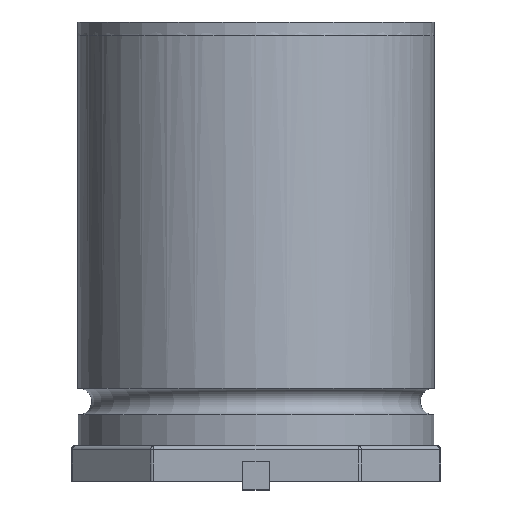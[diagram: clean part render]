
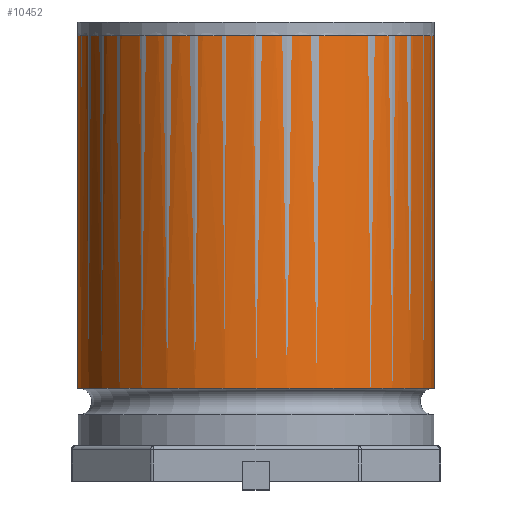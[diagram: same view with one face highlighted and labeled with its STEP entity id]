
A CAD part, front view. The second image highlights one B-rep face of the part: STEP entity #10452.
In plain terms, the highlighted cylindrical face has radius 4 mm (diameter 8 mm), a full revolution.
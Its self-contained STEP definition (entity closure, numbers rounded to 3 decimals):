
#10322 = ( BOUNDED_SURFACE() B_SPLINE_SURFACE(2,13,(
    (#10323,#10324,#10325,#10326,#10327,#10328,#10329,#10330,#10331
      ,#10332,#10333,#10334,#10335,#10336)
    ,(#10337,#10338,#10339,#10340,#10341,#10342,#10343,#10344,#10345
      ,#10346,#10347,#10348,#10349,#10350)
    ,(#10351,#10352,#10353,#10354,#10355,#10356,#10357,#10358,#10359
      ,#10360,#10361,#10362,#10363,#10364
)),.UNSPECIFIED.,.F.,.T.,.F.) B_SPLINE_SURFACE_WITH_KNOTS((3,3),(14,14),
  (0.,25.133),(0.,25.133),
.PIECEWISE_BEZIER_KNOTS.) GEOMETRIC_REPRESENTATION_ITEM() 
RATIONAL_B_SPLINE_SURFACE((
    (1.,1.,1.,1.,1.,1.
      ,1.,1.,1.,1.
      ,1.,1.,1.,1.)
    ,(0.707,0.707,0.707,0.707
      ,0.707,0.707,0.707,0.707
      ,0.707,0.707,0.707,0.707
      ,0.707,0.707)
    ,(1.,1.,1.,1.,1.,1.
      ,1.,1.,1.,1.
,1.,1.,1.,1.
  ))) REPRESENTATION_ITEM('') SURFACE() );
#10323 = CARTESIAN_POINT('',(3.7,0.,10.5));
#10324 = CARTESIAN_POINT('',(3.7,1.762,10.5));
#10325 = CARTESIAN_POINT('',(2.789,3.565,10.5));
#10326 = CARTESIAN_POINT('',(0.915,4.855,10.5));
#10327 = CARTESIAN_POINT('',(-1.665,5.053,10.5));
#10328 = CARTESIAN_POINT('',(-3.893,3.679,
    10.5));
#10329 = CARTESIAN_POINT('',(-5.527,1.673,
    10.5));
#10330 = CARTESIAN_POINT('',(-5.527,-1.673,
    10.5));
#10331 = CARTESIAN_POINT('',(-3.893,-3.679,
    10.5));
#10332 = CARTESIAN_POINT('',(-1.665,-5.053,
    10.5));
#10333 = CARTESIAN_POINT('',(0.915,-4.855,10.5));
#10334 = CARTESIAN_POINT('',(2.789,-3.565,10.5));
#10335 = CARTESIAN_POINT('',(3.7,-1.762,10.5));
#10336 = CARTESIAN_POINT('',(3.7,0.,10.5));
#10337 = CARTESIAN_POINT('',(4.,0.,10.5));
#10338 = CARTESIAN_POINT('',(4.,1.905,10.5));
#10339 = CARTESIAN_POINT('',(3.015,3.855,10.5));
#10340 = CARTESIAN_POINT('',(0.989,5.248,10.5));
#10341 = CARTESIAN_POINT('',(-1.8,5.462,10.5));
#10342 = CARTESIAN_POINT('',(-4.209,3.977,
    10.5));
#10343 = CARTESIAN_POINT('',(-5.976,1.808,
    10.5));
#10344 = CARTESIAN_POINT('',(-5.976,-1.808,
    10.5));
#10345 = CARTESIAN_POINT('',(-4.209,-3.977,
    10.5));
#10346 = CARTESIAN_POINT('',(-1.8,-5.462,10.5));
#10347 = CARTESIAN_POINT('',(0.989,-5.248,10.5));
#10348 = CARTESIAN_POINT('',(3.015,-3.855,10.5));
#10349 = CARTESIAN_POINT('',(4.,-1.905,10.5));
#10350 = CARTESIAN_POINT('',(4.,0.,10.5));
#10351 = CARTESIAN_POINT('',(4.,0.,10.2));
#10352 = CARTESIAN_POINT('',(4.,1.905,10.2));
#10353 = CARTESIAN_POINT('',(3.015,3.855,10.2));
#10354 = CARTESIAN_POINT('',(0.989,5.248,10.2));
#10355 = CARTESIAN_POINT('',(-1.8,5.462,10.2));
#10356 = CARTESIAN_POINT('',(-4.209,3.977,10.2));
#10357 = CARTESIAN_POINT('',(-5.976,1.808,10.2));
#10358 = CARTESIAN_POINT('',(-5.976,-1.808,10.2));
#10359 = CARTESIAN_POINT('',(-4.209,-3.977,10.2));
#10360 = CARTESIAN_POINT('',(-1.8,-5.462,10.2));
#10361 = CARTESIAN_POINT('',(0.989,-5.248,10.2));
#10362 = CARTESIAN_POINT('',(3.015,-3.855,10.2));
#10363 = CARTESIAN_POINT('',(4.,-1.905,10.2));
#10364 = CARTESIAN_POINT('',(4.,0.,10.2));
#10377 = VERTEX_POINT('',#10378);
#10378 = CARTESIAN_POINT('',(4.,0.,10.2));
#10399 = EDGE_CURVE('',#10377,#10377,#10400,.T.);
#10400 = SURFACE_CURVE('',#10401,(#10416,#10423),.PCURVE_S1.);
#10401 = ( BOUNDED_CURVE() B_SPLINE_CURVE(13,(#10402,#10403,#10404,
    #10405,#10406,#10407,#10408,#10409,#10410,#10411,#10412,#10413,
#10414,#10415),.UNSPECIFIED.,.T.,.F.) B_SPLINE_CURVE_WITH_KNOTS((14,14),
(0.,25.133),.PIECEWISE_BEZIER_KNOTS.) CURVE() 
GEOMETRIC_REPRESENTATION_ITEM() RATIONAL_B_SPLINE_CURVE((1.,1.,
    1.,1.,1.,1.,
    1.,1.,1.,1.,
1.,1.,1.,1.)) REPRESENTATION_ITEM('') );
#10402 = CARTESIAN_POINT('',(4.,0.,10.2));
#10403 = CARTESIAN_POINT('',(4.,1.905,10.2));
#10404 = CARTESIAN_POINT('',(3.015,3.855,10.2));
#10405 = CARTESIAN_POINT('',(0.989,5.248,10.2));
#10406 = CARTESIAN_POINT('',(-1.8,5.462,10.2));
#10407 = CARTESIAN_POINT('',(-4.209,3.977,10.2));
#10408 = CARTESIAN_POINT('',(-5.976,1.808,10.2));
#10409 = CARTESIAN_POINT('',(-5.976,-1.808,10.2));
#10410 = CARTESIAN_POINT('',(-4.209,-3.977,10.2));
#10411 = CARTESIAN_POINT('',(-1.8,-5.462,10.2));
#10412 = CARTESIAN_POINT('',(0.989,-5.248,10.2));
#10413 = CARTESIAN_POINT('',(3.015,-3.855,10.2));
#10414 = CARTESIAN_POINT('',(4.,-1.905,10.2));
#10415 = CARTESIAN_POINT('',(4.,0.,10.2));
#10416 = PCURVE('',#10322,#10417);
#10417 = DEFINITIONAL_REPRESENTATION('',(#10418),#10422);
#10418 = LINE('',#10419,#10420);
#10419 = CARTESIAN_POINT('',(25.133,0.));
#10420 = VECTOR('',#10421,1.);
#10421 = DIRECTION('',(0.,1.));
#10422 = ( GEOMETRIC_REPRESENTATION_CONTEXT(2) 
PARAMETRIC_REPRESENTATION_CONTEXT() REPRESENTATION_CONTEXT('2D SPACE',''
  ) );
#10423 = PCURVE('',#10424,#10429);
#10424 = CYLINDRICAL_SURFACE('',#10425,4.);
#10425 = AXIS2_PLACEMENT_3D('',#10426,#10427,#10428);
#10426 = CARTESIAN_POINT('',(0.,0.,10.5));
#10427 = DIRECTION('',(0.,0.,1.));
#10428 = DIRECTION('',(1.,0.,0.));
#10429 = DEFINITIONAL_REPRESENTATION('',(#10430),#10449);
#10430 = B_SPLINE_CURVE_WITH_KNOTS('',9,(#10431,#10432,#10433,#10434,
    #10435,#10436,#10437,#10438,#10439,#10440,#10441,#10442,#10443,
    #10444,#10445,#10446,#10447,#10448),.UNSPECIFIED.,.F.,.F.,(10,8,10),
  (0.,12.566,25.133),.UNSPECIFIED.);
#10431 = CARTESIAN_POINT('',(0.,-0.3));
#10432 = CARTESIAN_POINT('',(0.344,-0.3));
#10433 = CARTESIAN_POINT('',(0.694,-0.3));
#10434 = CARTESIAN_POINT('',(1.045,-0.3));
#10435 = CARTESIAN_POINT('',(1.396,-0.3));
#10436 = CARTESIAN_POINT('',(1.745,-0.3));
#10437 = CARTESIAN_POINT('',(2.095,-0.3));
#10438 = CARTESIAN_POINT('',(2.443,-0.3));
#10439 = CARTESIAN_POINT('',(2.793,-0.3));
#10440 = CARTESIAN_POINT('',(3.491,-0.3));
#10441 = CARTESIAN_POINT('',(3.84,-0.3));
#10442 = CARTESIAN_POINT('',(4.189,-0.3));
#10443 = CARTESIAN_POINT('',(4.538,-0.3));
#10444 = CARTESIAN_POINT('',(4.887,-0.3));
#10445 = CARTESIAN_POINT('',(5.238,-0.3));
#10446 = CARTESIAN_POINT('',(5.589,-0.3));
#10447 = CARTESIAN_POINT('',(5.939,-0.3));
#10448 = CARTESIAN_POINT('',(6.283,-0.3));
#10449 = ( GEOMETRIC_REPRESENTATION_CONTEXT(2) 
PARAMETRIC_REPRESENTATION_CONTEXT() REPRESENTATION_CONTEXT('2D SPACE',''
  ) );
#10452 = ADVANCED_FACE('',(#10453),#10424,.T.);
#10453 = FACE_BOUND('',#10454,.T.);
#10454 = EDGE_LOOP('',(#10455,#10478,#10505,#10506));
#10455 = ORIENTED_EDGE('',*,*,#10456,.F.);
#10456 = EDGE_CURVE('',#10457,#10377,#10459,.T.);
#10457 = VERTEX_POINT('',#10458);
#10458 = CARTESIAN_POINT('',(4.,0.,2.286));
#10459 = SEAM_CURVE('',#10460,(#10464,#10471),.PCURVE_S1.);
#10460 = LINE('',#10461,#10462);
#10461 = CARTESIAN_POINT('',(4.,0.,10.5));
#10462 = VECTOR('',#10463,1.);
#10463 = DIRECTION('',(0.,0.,1.));
#10464 = PCURVE('',#10424,#10465);
#10465 = DEFINITIONAL_REPRESENTATION('',(#10466),#10470);
#10466 = LINE('',#10467,#10468);
#10467 = CARTESIAN_POINT('',(0.,0.));
#10468 = VECTOR('',#10469,1.);
#10469 = DIRECTION('',(0.,1.));
#10470 = ( GEOMETRIC_REPRESENTATION_CONTEXT(2) 
PARAMETRIC_REPRESENTATION_CONTEXT() REPRESENTATION_CONTEXT('2D SPACE',''
  ) );
#10471 = PCURVE('',#10424,#10472);
#10472 = DEFINITIONAL_REPRESENTATION('',(#10473),#10477);
#10473 = LINE('',#10474,#10475);
#10474 = CARTESIAN_POINT('',(6.283,0.));
#10475 = VECTOR('',#10476,1.);
#10476 = DIRECTION('',(0.,1.));
#10477 = ( GEOMETRIC_REPRESENTATION_CONTEXT(2) 
PARAMETRIC_REPRESENTATION_CONTEXT() REPRESENTATION_CONTEXT('2D SPACE',''
  ) );
#10478 = ORIENTED_EDGE('',*,*,#10479,.T.);
#10479 = EDGE_CURVE('',#10457,#10457,#10480,.T.);
#10480 = SURFACE_CURVE('',#10481,(#10486,#10493),.PCURVE_S1.);
#10481 = CIRCLE('',#10482,4.);
#10482 = AXIS2_PLACEMENT_3D('',#10483,#10484,#10485);
#10483 = CARTESIAN_POINT('',(0.,0.,2.286));
#10484 = DIRECTION('',(0.,-0.,1.));
#10485 = DIRECTION('',(1.,0.,0.));
#10486 = PCURVE('',#10424,#10487);
#10487 = DEFINITIONAL_REPRESENTATION('',(#10488),#10492);
#10488 = LINE('',#10489,#10490);
#10489 = CARTESIAN_POINT('',(0.,-8.214));
#10490 = VECTOR('',#10491,1.);
#10491 = DIRECTION('',(1.,0.));
#10492 = ( GEOMETRIC_REPRESENTATION_CONTEXT(2) 
PARAMETRIC_REPRESENTATION_CONTEXT() REPRESENTATION_CONTEXT('2D SPACE',''
  ) );
#10493 = PCURVE('',#10494,#10499);
#10494 = TOROIDAL_SURFACE('',#10495,3.991,0.3);
#10495 = AXIS2_PLACEMENT_3D('',#10496,#10497,#10498);
#10496 = CARTESIAN_POINT('',(0.,0.,1.986));
#10497 = DIRECTION('',(0.,0.,1.));
#10498 = DIRECTION('',(1.,0.,0.));
#10499 = DEFINITIONAL_REPRESENTATION('',(#10500),#10504);
#10500 = LINE('',#10501,#10502);
#10501 = CARTESIAN_POINT('',(0.,1.542));
#10502 = VECTOR('',#10503,1.);
#10503 = DIRECTION('',(1.,0.));
#10504 = ( GEOMETRIC_REPRESENTATION_CONTEXT(2) 
PARAMETRIC_REPRESENTATION_CONTEXT() REPRESENTATION_CONTEXT('2D SPACE',''
  ) );
#10505 = ORIENTED_EDGE('',*,*,#10456,.T.);
#10506 = ORIENTED_EDGE('',*,*,#10399,.F.);
